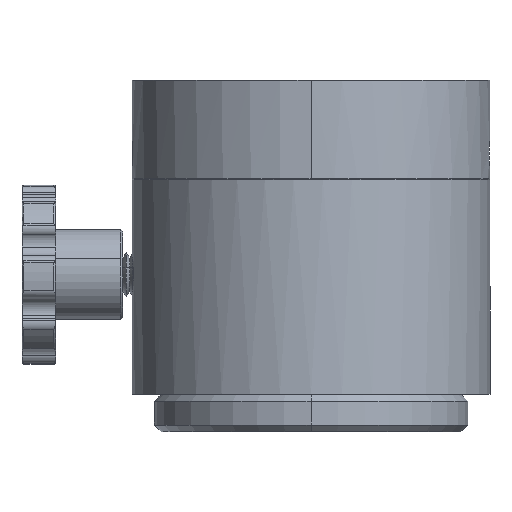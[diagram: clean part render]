
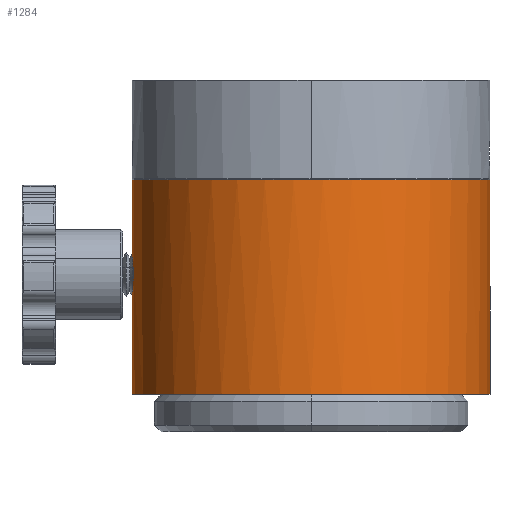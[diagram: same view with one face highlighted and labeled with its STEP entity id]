
A CAD part, left-side view. The second image highlights one B-rep face of the part: STEP entity #1284.
In plain terms, the highlighted cylindrical face has radius 50.8 mm (diameter 101.6 mm), a partial arc.
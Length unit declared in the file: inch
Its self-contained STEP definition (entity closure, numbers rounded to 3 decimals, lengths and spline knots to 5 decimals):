
#11 = CARTESIAN_POINT ( 'NONE',  ( -4.73185, -0.67572, -0.61498 ) ) ;
#13 = DIRECTION ( 'NONE',  ( 0., 0., -1. ) ) ;
#32 = CARTESIAN_POINT ( 'NONE',  ( -4.57973, -0.66701, -0.68567 ) ) ;
#34 = CARTESIAN_POINT ( 'NONE',  ( -4.54167, -2.66667, -1.7935 ) ) ;
#42 = CARTESIAN_POINT ( 'NONE',  ( -4.54167, -0.66667, -1.7935 ) ) ;
#44 = DIRECTION ( 'NONE',  ( 0., 0., -1. ) ) ;
#52 = CARTESIAN_POINT ( 'NONE',  ( -4.69471, -0.67252, -0.26811 ) ) ;
#77 = CARTESIAN_POINT ( 'NONE',  ( -4.66134, -0.67023, -0.24984 ) ) ;
#109 = CARTESIAN_POINT ( 'NONE',  ( -4.75728, -0.67832, -0.57878 ) ) ;
#131 = VERTEX_POINT ( 'NONE', #433 ) ;
#199 = VERTEX_POINT ( 'NONE', #2376 ) ;
#274 = ORIENTED_EDGE ( 'NONE', *, *, #434, .F. ) ;
#316 = CARTESIAN_POINT ( 'NONE',  ( -4.54167, -0.66667, -0.68802 ) ) ;
#329 = VERTEX_POINT ( 'NONE', #1603 ) ;
#359 = CARTESIAN_POINT ( 'NONE',  ( -4.71752, -0.6744, -0.62744 ) ) ;
#430 = CARTESIAN_POINT ( 'NONE',  ( -4.77755, -0.68062, -0.51894 ) ) ;
#433 = CARTESIAN_POINT ( 'NONE',  ( -4.54167, -4.66667, -1.7935 ) ) ;
#434 = EDGE_CURVE ( 'NONE', #784, #2356, #2151, .T. ) ;
#435 = LINE ( 'NONE', #2909, #2850 ) ;
#443 = ORIENTED_EDGE ( 'NONE', *, *, #2917, .F. ) ;
#490 = DIRECTION ( 'NONE',  ( 0., -1., 0. ) ) ;
#514 = FACE_OUTER_BOUND ( 'NONE', #908, .T. ) ;
#599 = CARTESIAN_POINT ( 'NONE',  ( -4.74517, -0.67705, -0.60122 ) ) ;
#625 = CARTESIAN_POINT ( 'NONE',  ( -4.60745, -0.66773, -0.23138 ) ) ;
#632 = CARTESIAN_POINT ( 'NONE',  ( -4.78328, -0.68131, -0.43062 ) ) ;
#633 = LINE ( 'NONE', #2163, #1872 ) ;
#698 = CARTESIAN_POINT ( 'NONE',  ( -4.74517, -0.67705, -0.31078 ) ) ;
#712 = CARTESIAN_POINT ( 'NONE',  ( -4.54167, -4.66667, 0.6065 ) ) ;
#736 = B_SPLINE_CURVE_WITH_KNOTS ( 'NONE', 3,
 ( #316, #2152, #2482, #32, #1258, #954, #3416, #1520, #3962, #3723, #359, #11, #1240, #599 ),
 .UNSPECIFIED., .F., .F.,
 ( 4, 2, 2, 2, 2, 2, 4 ),
 ( 0.00615, 0.00687, 0.0076, 0.00904, 0.01048, 0.0112, 0.01192 ),
 .UNSPECIFIED. ) ;
#784 = VERTEX_POINT ( 'NONE', #1746 ) ;
#857 = VERTEX_POINT ( 'NONE', #1719 ) ;
#908 = EDGE_LOOP ( 'NONE', ( #2023, #1064, #1099, #443, #274, #1582, #2363, #1129, #1486 ) ) ;
#923 = CIRCLE ( 'NONE', #1309, 2. ) ;
#950 = CARTESIAN_POINT ( 'NONE',  ( -4.75809, -0.67837, -0.33284 ) ) ;
#954 = CARTESIAN_POINT ( 'NONE',  ( -4.6169, -0.668, -0.67872 ) ) ;
#980 = CARTESIAN_POINT ( 'NONE',  ( -4.66987, -0.67076, -0.25394 ) ) ;
#1001 = CARTESIAN_POINT ( 'NONE',  ( -4.57948, -0.66694, -0.22582 ) ) ;
#1004 = DIRECTION ( 'NONE',  ( 0., 0., -1. ) ) ;
#1035 = CARTESIAN_POINT ( 'NONE',  ( -4.7833, -0.68132, -0.48111 ) ) ;
#1043 = CARTESIAN_POINT ( 'NONE',  ( -4.54167, -2.66667, 0.6065 ) ) ;
#1054 = CARTESIAN_POINT ( 'NONE',  ( -4.78411, -0.68142, -0.46847 ) ) ;
#1064 = ORIENTED_EDGE ( 'NONE', *, *, #3887, .T. ) ;
#1068 = EDGE_CURVE ( 'NONE', #3877, #329, #1475, .T. ) ;
#1099 = ORIENTED_EDGE ( 'NONE', *, *, #2221, .T. ) ;
#1115 = CYLINDRICAL_SURFACE ( 'NONE', #3482, 2. ) ;
#1129 = ORIENTED_EDGE ( 'NONE', *, *, #1626, .T. ) ;
#1223 = AXIS2_PLACEMENT_3D ( 'NONE', #1512, #2114, #3655 ) ;
#1240 = CARTESIAN_POINT ( 'NONE',  ( -4.73873, -0.67639, -0.60828 ) ) ;
#1243 = LINE ( 'NONE', #3361, #3356 ) ;
#1246 = CARTESIAN_POINT ( 'NONE',  ( -4.71812, -0.6744, -0.28438 ) ) ;
#1258 = CARTESIAN_POINT ( 'NONE',  ( -4.58911, -0.66721, -0.68427 ) ) ;
#1263 = DIRECTION ( 'NONE',  ( 0., 1., 0. ) ) ;
#1284 = ADVANCED_FACE ( 'Defeatured_0_0', ( #514 ), #1115, .T. ) ;
#1286 = CIRCLE ( 'NONE', #1669, 2. ) ;
#1309 = AXIS2_PLACEMENT_3D ( 'NONE', #1043, #2265, #3507 ) ;
#1318 = CARTESIAN_POINT ( 'NONE',  ( -4.54167, -0.66667, -0.22398 ) ) ;
#1333 = CARTESIAN_POINT ( 'NONE',  ( -4.77104, -0.67986, -0.54337 ) ) ;
#1475 = CIRCLE ( 'NONE', #1223, 2. ) ;
#1486 = ORIENTED_EDGE ( 'NONE', *, *, #3774, .F. ) ;
#1512 = CARTESIAN_POINT ( 'NONE',  ( -4.54167, -2.66667, 0.6065 ) ) ;
#1520 = CARTESIAN_POINT ( 'NONE',  ( -4.67023, -0.67073, -0.65843 ) ) ;
#1548 = CARTESIAN_POINT ( 'NONE',  ( -4.68654, -0.6719, -0.26306 ) ) ;
#1579 = CARTESIAN_POINT ( 'NONE',  ( -4.7775, -0.68062, -0.39283 ) ) ;
#1582 = ORIENTED_EDGE ( 'NONE', *, *, #3182, .F. ) ;
#1603 = CARTESIAN_POINT ( 'NONE',  ( -6.38912, -3.43276, 0.6065 ) ) ;
#1626 = EDGE_CURVE ( 'NONE', #3425, #131, #1286, .T. ) ;
#1669 = AXIS2_PLACEMENT_3D ( 'NONE', #34, #2504, #1263 ) ;
#1719 = CARTESIAN_POINT ( 'NONE',  ( -4.54167, -0.66667, 0.6065 ) ) ;
#1746 = CARTESIAN_POINT ( 'NONE',  ( -4.74517, -0.67705, -0.60122 ) ) ;
#1832 = CARTESIAN_POINT ( 'NONE',  ( -4.63499, -0.66882, -0.23929 ) ) ;
#1872 = VECTOR ( 'NONE', #44, 39.37008 ) ;
#1880 = CARTESIAN_POINT ( 'NONE',  ( -4.78409, -0.68141, -0.44322 ) ) ;
#1888 = CARTESIAN_POINT ( 'NONE',  ( -4.56066, -0.66667, -0.22398 ) ) ;
#2023 = ORIENTED_EDGE ( 'NONE', *, *, #1068, .T. ) ;
#2114 = DIRECTION ( 'NONE',  ( 0., 0., -1. ) ) ;
#2151 = B_SPLINE_CURVE_WITH_KNOTS ( 'NONE', 3,
 ( #2865, #3819, #109, #3190, #1333, #430, #3800, #1035, #1054, #1880, #632, #3718, #1579, #2821, #950, #2183 ),
 .UNSPECIFIED., .F., .F.,
 ( 4, 2, 2, 2, 2, 2, 2, 4 ),
 ( 0.00175, 0.00271, 0.00367, 0.00463, 0.0056, 0.00656, 0.00752, 0.00944 ),
 .UNSPECIFIED. ) ;
#2152 = CARTESIAN_POINT ( 'NONE',  ( -4.55116, -0.66667, -0.68802 ) ) ;
#2163 = CARTESIAN_POINT ( 'NONE',  ( -4.54167, -0.66667, 0.6065 ) ) ;
#2183 = CARTESIAN_POINT ( 'NONE',  ( -4.74517, -0.67705, -0.31078 ) ) ;
#2193 = CARTESIAN_POINT ( 'NONE',  ( -4.54167, -0.66667, -0.22398 ) ) ;
#2221 = EDGE_CURVE ( 'NONE', #857, #2472, #633, .T. ) ;
#2265 = DIRECTION ( 'NONE',  ( 0., 0., -1. ) ) ;
#2356 = VERTEX_POINT ( 'NONE', #698 ) ;
#2363 = ORIENTED_EDGE ( 'NONE', *, *, #2404, .T. ) ;
#2376 = CARTESIAN_POINT ( 'NONE',  ( -4.54167, -0.66667, -0.68802 ) ) ;
#2404 = EDGE_CURVE ( 'NONE', #199, #3425, #1243, .T. ) ;
#2472 = VERTEX_POINT ( 'NONE', #1318 ) ;
#2482 = CARTESIAN_POINT ( 'NONE',  ( -4.56075, -0.66674, -0.68755 ) ) ;
#2504 = DIRECTION ( 'NONE',  ( 0., 0., 1. ) ) ;
#2821 = CARTESIAN_POINT ( 'NONE',  ( -4.76769, -0.67947, -0.35614 ) ) ;
#2850 = VECTOR ( 'NONE', #1004, 39.37008 ) ;
#2865 = CARTESIAN_POINT ( 'NONE',  ( -4.74517, -0.67705, -0.60122 ) ) ;
#2909 = CARTESIAN_POINT ( 'NONE',  ( -4.54167, -4.66667, 0.6065 ) ) ;
#2917 = EDGE_CURVE ( 'NONE', #2356, #2472, #3348, .T. ) ;
#3102 = CARTESIAN_POINT ( 'NONE',  ( -4.74517, -0.67705, -0.31078 ) ) ;
#3182 = EDGE_CURVE ( 'NONE', #199, #784, #736, .T. ) ;
#3190 = CARTESIAN_POINT ( 'NONE',  ( -4.767, -0.67939, -0.55534 ) ) ;
#3348 = B_SPLINE_CURVE_WITH_KNOTS ( 'NONE', 3,
 ( #3102, #3711, #1246, #52, #1548, #980, #77, #3695, #1832, #3384, #625, #1001, #1888, #2193 ),
 .UNSPECIFIED., .F., .F.,
 ( 4, 2, 2, 2, 2, 2, 4 ),
 ( 0.00039, 0.00183, 0.00255, 0.00327, 0.00399, 0.00471, 0.00615 ),
 .UNSPECIFIED. ) ;
#3356 = VECTOR ( 'NONE', #13, 39.37008 ) ;
#3361 = CARTESIAN_POINT ( 'NONE',  ( -4.54167, -0.66667, 0.6065 ) ) ;
#3384 = CARTESIAN_POINT ( 'NONE',  ( -4.61677, -0.66806, -0.23372 ) ) ;
#3416 = CARTESIAN_POINT ( 'NONE',  ( -4.63499, -0.66877, -0.67323 ) ) ;
#3425 = VERTEX_POINT ( 'NONE', #42 ) ;
#3482 = AXIS2_PLACEMENT_3D ( 'NONE', #3895, #3539, #490 ) ;
#3507 = DIRECTION ( 'NONE',  ( -0.924, -0.383, 0. ) ) ;
#3539 = DIRECTION ( 'NONE',  ( 0., 0., -1. ) ) ;
#3655 = DIRECTION ( 'NONE',  ( -0.924, -0.383, 0. ) ) ;
#3695 = CARTESIAN_POINT ( 'NONE',  ( -4.6439, -0.66926, -0.24251 ) ) ;
#3711 = CARTESIAN_POINT ( 'NONE',  ( -4.73237, -0.67574, -0.29676 ) ) ;
#3718 = CARTESIAN_POINT ( 'NONE',  ( -4.77999, -0.68092, -0.40545 ) ) ;
#3723 = CARTESIAN_POINT ( 'NONE',  ( -4.71007, -0.67375, -0.63323 ) ) ;
#3774 = EDGE_CURVE ( 'NONE', #3877, #131, #435, .T. ) ;
#3800 = CARTESIAN_POINT ( 'NONE',  ( -4.78002, -0.68092, -0.50643 ) ) ;
#3819 = CARTESIAN_POINT ( 'NONE',  ( -4.75157, -0.6777, -0.59029 ) ) ;
#3877 = VERTEX_POINT ( 'NONE', #712 ) ;
#3887 = EDGE_CURVE ( 'NONE', #329, #857, #923, .T. ) ;
#3895 = CARTESIAN_POINT ( 'NONE',  ( -4.54167, -2.66667, 0.6065 ) ) ;
#3962 = CARTESIAN_POINT ( 'NONE',  ( -4.68686, -0.67188, -0.64933 ) ) ;
